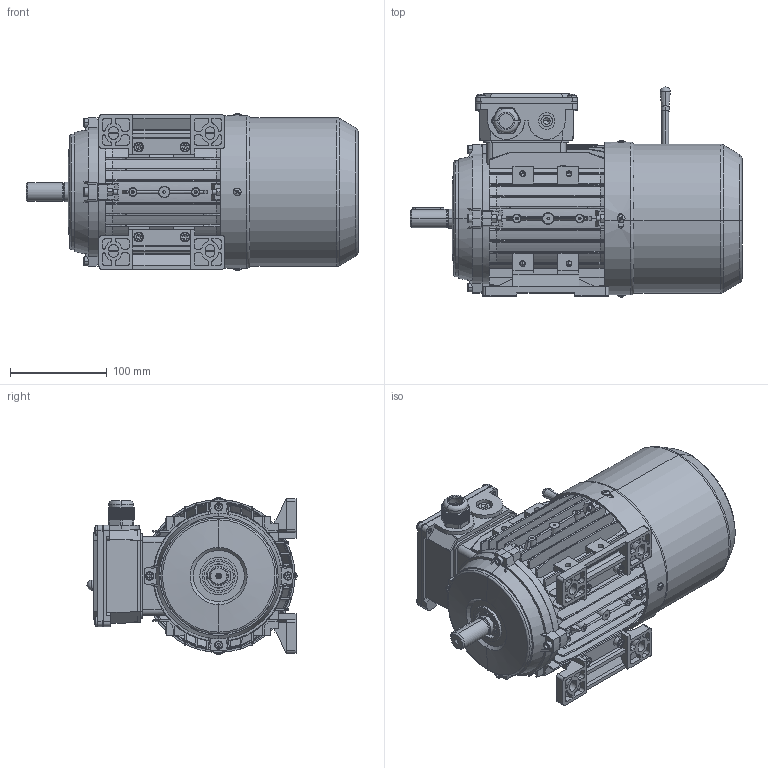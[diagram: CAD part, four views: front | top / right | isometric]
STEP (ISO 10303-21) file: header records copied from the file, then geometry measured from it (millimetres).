
FILE_DESCRIPTION (( 'STEP AP203' ), '1' );
FILE_NAME ('MSB80 B3外形图.STEP', '2010-06-07T06:54:52', ( '微软用户' ), ( '微软中国' ), 'SwSTEP 2.0', 'SolidWorks 2008', '' );
FILE_SCHEMA (( 'CONFIG_CONTROL_DESIGN' ));
Length unit declared in the file: millimetre
Products named in the file (17): 底脚_默认; 新接线盒盖80-100_默认; 接线盒螺钉M5×12_GB_CROSS_SCREWS_TYPE1 M5X12-12  H type-N; 瑞欶 蹟隊_GB_CROSS_SCREWS_TYPE1 M4X8-8  H type-N; 80制动器_默认; 风叶_默认; MSB80 B3俋倛芞; MS80机壳_默认; b3前盖_默认; 后盖_默认; 油封_默认; 新接线盒座80-100_默认; 出线螺杆80-100_默认; 傷裔 M6X35_GB_FASTENER_SCREWS_HSHCS M6X35-N; 80盖M5×30_GB_FASTENER_SCREWS_HSHCS M5X30-N; 80儂褲蹟譫M5_GB_FASTENER_NUT_SNC1 M5-N; MSB80风罩_默认
Assembly tree (40 placements, depth 2):
  MSB80 B3俋倛芞
    80盖M5×30_GB_FASTENER_SCREWS_HSHCS M5X30-N  x8
    MS80机壳_默认
    傷裔 M6X35_GB_FASTENER_SCREWS_HSHCS M6X35-N  x4
    80儂褲蹟譫M5_GB_FASTENER_NUT_SNC1 M5-N  x7
    油封_默认  x2
    接线盒螺钉M5×12_GB_CROSS_SCREWS_TYPE1 M5X12-12  H type-N  x4
    瑞欶 蹟隊_GB_CROSS_SCREWS_TYPE1 M4X8-8  H type-N  x4
    新接线盒座80-100_默认
    MSB80风罩_默认
    b3前盖_默认
    80制动器_默认
    出线螺杆80-100_默认
    风叶_默认
    底脚_默认  x2
    后盖_默认
    新接线盒盖80-100_默认
Bounding box: 343.5 x 217.33 x 162.11 mm (x, y, z)
Volume: 1316460.1 mm3; surface area: 741273.8 mm2
Topology: 41 solids, 41 shells, 3784 faces, 10207 edges, 6590 vertices
Faces by surface type: plane 2289, cylinder 1047, cone 296, torus 77, bspline 46, sphere 29
Entity records: 112208 total; most frequent: CARTESIAN_POINT 29522, ORIENTED_EDGE 17274, DIRECTION 16051, EDGE_CURVE 8637, VERTEX_POINT 5628, VECTOR 5401, LINE 5401, AXIS2_PLACEMENT_3D 5325
